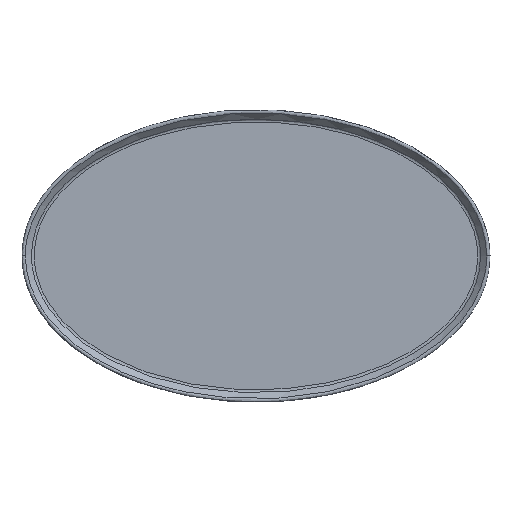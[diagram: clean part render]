
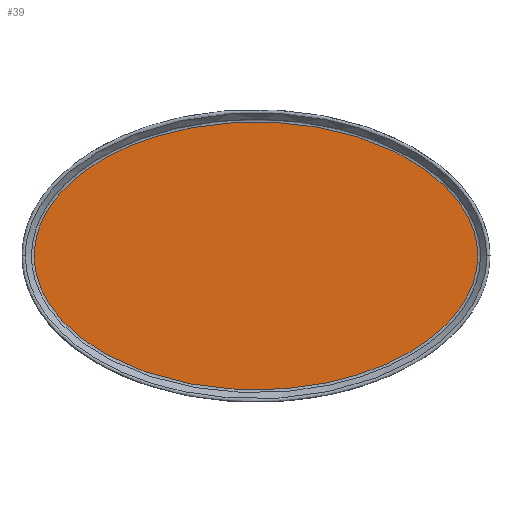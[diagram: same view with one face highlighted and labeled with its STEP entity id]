
A CAD part, top view. The second image highlights one B-rep face of the part: STEP entity #39.
In plain terms, the highlighted planar face has unit normal (0, 0, 1).
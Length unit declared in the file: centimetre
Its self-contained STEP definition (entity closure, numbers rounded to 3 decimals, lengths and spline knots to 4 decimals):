
#39=ADVANCED_FACE('',(#66),#346,.T.);
#66=FACE_OUTER_BOUND('',#93,.T.);
#93=EDGE_LOOP('',(#144));
#144=ORIENTED_EDGE('',*,*,#216,.F.);
#216=EDGE_CURVE('',#314,#314,#265,.T.);
#265=(
BOUNDED_CURVE()
B_SPLINE_CURVE(3,(#2091,#2092,#2093,#2094,#2095,#2096,#2097,#2098,#2099,
#2100,#2101,#2102,#2103,#2104,#2105,#2106,#2107,#2108,#2109,#2110,#2111,
#2112,#2113,#2114,#2115,#2116,#2117,#2118,#2119,#2120,#2121,#2122,#2123,
#2124,#2125,#2126,#2127,#2128,#2129,#2130,#2131,#2132,#2133,#2134,#2135,
#2136,#2137,#2138,#2139,#2140,#2141,#2142,#2143,#2144,#2145,#2146,#2147,
#2148,#2149,#2150,#2151,#2152,#2153,#2154,#2155,#2156,#2157,#2158,#2159,
#2160),.UNSPECIFIED.,.T.,.F.)
B_SPLINE_CURVE_WITH_KNOTS((4,1,1,1,1,1,1,1,1,1,1,1,1,1,1,1,1,1,1,1,1,1,
1,1,1,1,1,1,1,1,1,1,1,1,1,1,1,1,1,1,1,1,1,1,1,1,1,1,1,1,1,1,1,1,1,1,1,1,
1,1,1,1,1,1,1,1,1,4),(0.,13.1409,38.8259,
67.2643,97.4718,129.7811,164.5334,201.8415,
241.6871,283.973,328.4959,374.9692,423.0008,
472.0882,532.059,581.7692,631.0667,726.8286,
822.5898,904.4085,954.2053,1003.6804,1052.3603,
1099.734,1145.3666,1188.9239,1230.1526,1268.8807,
1305.0192,1338.6198,1369.9627,1399.343,1427.1133,
1453.7705,1480.4309,1508.22,1537.6123,1568.975,
1602.6024,1638.7546,1677.5039,1718.7539,1762.338,
1807.988,1855.366,1904.059,1953.5416,1991.7273,
2041.3955,2090.5898,2138.9079,2233.5009,2331.5117,
2385.9834,2435.6535,2484.7329,2532.754,2579.2156,
2623.7145,2665.9819,2705.806,2743.0911,2777.8222,
2810.1144,2840.3044,2868.7258,2894.2876,2907.3146),
 .UNSPECIFIED.)
CURVE()
GEOMETRIC_REPRESENTATION_ITEM()
RATIONAL_B_SPLINE_CURVE((1.,1.,1.,1.,1.,1.,1.,1.,
1.,1.,1.,1.,1.,1.,1.,1.,1.,
1.,1.,1.,1.,
1.,1.,1.,1.,1.,1.,1.,1.,1.,1.,
1.,1.,1.,1.,1.,1.,1.,1.,1.,
1.,1.,1.,1.,1.,1.,1.,1.,1.,
1.,1.,1.,1.,1.,1.,1.,1.,
1.,1.,1.,1.,1.,1.,1.,1.,
1.,1.,1.,1.,1.))
REPRESENTATION_ITEM('')
);
#314=VERTEX_POINT('',#2007);
#346=PLANE('',#412);
#412=AXIS2_PLACEMENT_3D('',#2004,#431,$);
#431=DIRECTION('',(0.,0.,1.));
#2004=CARTESIAN_POINT('',(85.6425,-37.6875,40.));
#2007=CARTESIAN_POINT('',(74.4121,3.5565,40.));
#2091=CARTESIAN_POINT('',(74.4121,3.5565,40.));
#2092=CARTESIAN_POINT('',(74.4121,3.1185,40.));
#2093=CARTESIAN_POINT('',(74.3702,1.8243,40.));
#2094=CARTESIAN_POINT('',(74.0841,-0.4039,40.));
#2095=CARTESIAN_POINT('',(73.3696,-3.1289,40.));
#2096=CARTESIAN_POINT('',(72.2247,-5.943,40.));
#2097=CARTESIAN_POINT('',(70.6342,-8.7753,40.));
#2098=CARTESIAN_POINT('',(68.5806,-11.5906,40.));
#2099=CARTESIAN_POINT('',(66.059,-14.3467,40.));
#2100=CARTESIAN_POINT('',(63.0818,-16.9971,40.));
#2101=CARTESIAN_POINT('',(59.6749,-19.4978,40.));
#2102=CARTESIAN_POINT('',(55.8761,-21.8088,40.));
#2103=CARTESIAN_POINT('',(51.7344,-23.8956,40.));
#2104=CARTESIAN_POINT('',(47.3099,-25.7292,40.));
#2105=CARTESIAN_POINT('',(42.3437,-27.3984,40.));
#2106=CARTESIAN_POINT('',(37.2168,-28.7262,40.));
#2107=CARTESIAN_POINT('',(32.0086,-29.7157,40.));
#2108=CARTESIAN_POINT('',(25.5695,-30.5651,40.));
#2109=CARTESIAN_POINT('',(17.5419,-30.9775,40.));
#2110=CARTESIAN_POINT('',(8.4305,-30.5094,40.));
#2111=CARTESIAN_POINT('',(0.9272,-29.3829,40.));
#2112=CARTESIAN_POINT('',(-4.958,-28.0276,40.));
#2113=CARTESIAN_POINT('',(-9.6884,-26.6244,40.));
#2114=CARTESIAN_POINT('',(-14.2406,-24.94,40.));
#2115=CARTESIAN_POINT('',(-18.5456,-22.99,40.));
#2116=CARTESIAN_POINT('',(-22.5399,-20.7991,40.));
#2117=CARTESIAN_POINT('',(-26.1689,-18.3982,40.));
#2118=CARTESIAN_POINT('',(-29.3882,-15.8244,40.));
#2119=CARTESIAN_POINT('',(-32.1638,-13.1205,40.));
#2120=CARTESIAN_POINT('',(-34.4752,-10.3332,40.));
#2121=CARTESIAN_POINT('',(-36.3193,-7.5062,40.));
#2122=CARTESIAN_POINT('',(-37.7074,-4.6782,40.));
#2123=CARTESIAN_POINT('',(-38.6613,-1.8804,40.));
#2124=CARTESIAN_POINT('',(-39.2101,0.865,40.));
#2125=CARTESIAN_POINT('',(-39.3868,3.568,40.));
#2126=CARTESIAN_POINT('',(-39.207,6.2715,40.));
#2127=CARTESIAN_POINT('',(-38.6549,9.0173,40.));
#2128=CARTESIAN_POINT('',(-37.6973,11.8157,40.));
#2129=CARTESIAN_POINT('',(-36.3053,14.6439,40.));
#2130=CARTESIAN_POINT('',(-34.4572,17.4706,40.));
#2131=CARTESIAN_POINT('',(-32.1418,20.2574,40.));
#2132=CARTESIAN_POINT('',(-29.3625,22.9601,40.));
#2133=CARTESIAN_POINT('',(-26.1394,25.5328,40.));
#2134=CARTESIAN_POINT('',(-22.5067,27.9322,40.));
#2135=CARTESIAN_POINT('',(-18.5095,30.1211,40.));
#2136=CARTESIAN_POINT('',(-14.2022,32.0688,40.));
#2137=CARTESIAN_POINT('',(-9.6483,33.7509,40.));
#2138=CARTESIAN_POINT('',(-5.2876,35.0417,40.));
#2139=CARTESIAN_POINT('',(-0.8324,36.0993,40.));
#2140=CARTESIAN_POINT('',(3.6634,36.9209,40.));
#2141=CARTESIAN_POINT('',(8.5332,37.5309,40.));
#2142=CARTESIAN_POINT('',(14.9229,37.9848,40.));
#2143=CARTESIAN_POINT('',(22.9637,37.9354,40.));
#2144=CARTESIAN_POINT('',(31.1616,37.0287,40.));
#2145=CARTESIAN_POINT('',(37.7728,35.7066,40.));
#2146=CARTESIAN_POINT('',(42.71,34.3898,40.));
#2147=CARTESIAN_POINT('',(47.3491,32.8277,40.));
#2148=CARTESIAN_POINT('',(51.7716,30.9917,40.));
#2149=CARTESIAN_POINT('',(55.9105,28.9029,40.));
#2150=CARTESIAN_POINT('',(59.7061,26.59,40.));
#2151=CARTESIAN_POINT('',(63.1093,24.088,40.));
#2152=CARTESIAN_POINT('',(66.0828,21.4364,40.));
#2153=CARTESIAN_POINT('',(68.6003,18.6796,40.));
#2154=CARTESIAN_POINT('',(70.65,15.864,40.));
#2155=CARTESIAN_POINT('',(72.2365,13.0316,40.));
#2156=CARTESIAN_POINT('',(73.3777,10.2178,40.));
#2157=CARTESIAN_POINT('',(74.0877,7.4971,40.));
#2158=CARTESIAN_POINT('',(74.3709,5.2771,40.));
#2159=CARTESIAN_POINT('',(74.4121,3.9908,40.));
#2160=CARTESIAN_POINT('',(74.4121,3.5565,40.));
